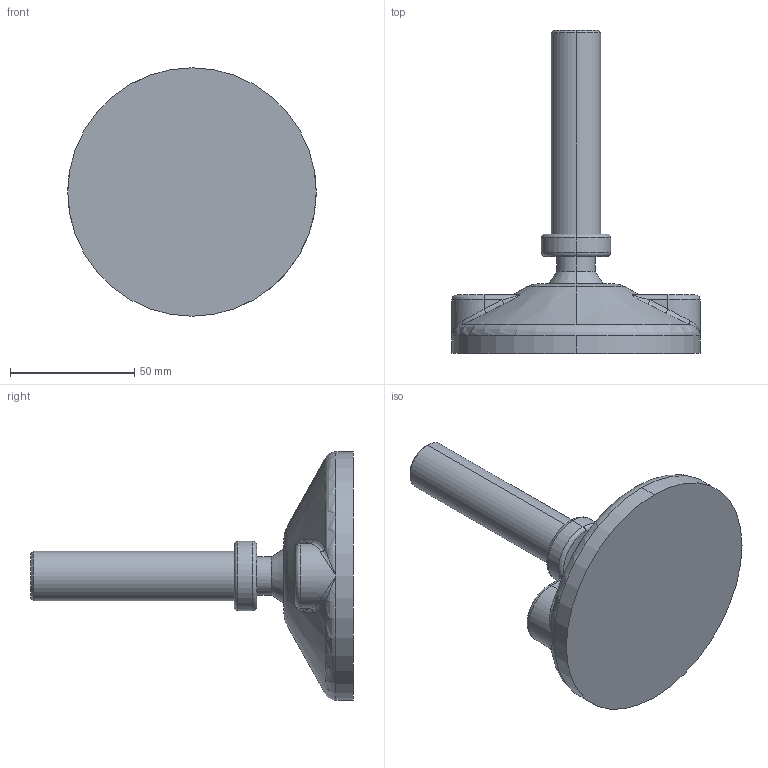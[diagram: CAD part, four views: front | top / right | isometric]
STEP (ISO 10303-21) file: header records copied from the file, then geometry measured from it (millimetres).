
FILE_DESCRIPTION (( 'STEP AP203' ), '1' );
FILE_NAME ('084.402.006.STEP', '2013-01-28T09:00:51', ( 'Alusic' ), ( 'Alusic' ), 'SwSTEP 2.0', 'SolidWorks 2011', '' );
FILE_SCHEMA (( 'CONFIG_CONTROL_DESIGN' ));
Length unit declared in the file: millimetre
Products named in the file (1): 084.402.006
Bounding box: 100 x 130 x 100 mm (x, y, z)
Volume: 188399.5 mm3; surface area: 28327.4 mm2
Topology: 2 solids, 2 shells, 61 faces, 131 edges, 72 vertices
Faces by surface type: bspline 16, cylinder 14, torus 13, plane 12, cone 6
Entity records: 2533 total; most frequent: CARTESIAN_POINT 1241, DIRECTION 256, ORIENTED_EDGE 254, EDGE_CURVE 127, AXIS2_PLACEMENT_3D 115, VERTEX_POINT 72, CIRCLE 69, EDGE_LOOP 63
